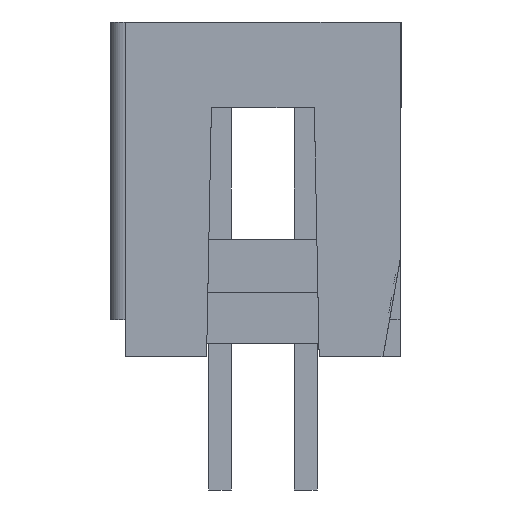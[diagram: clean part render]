
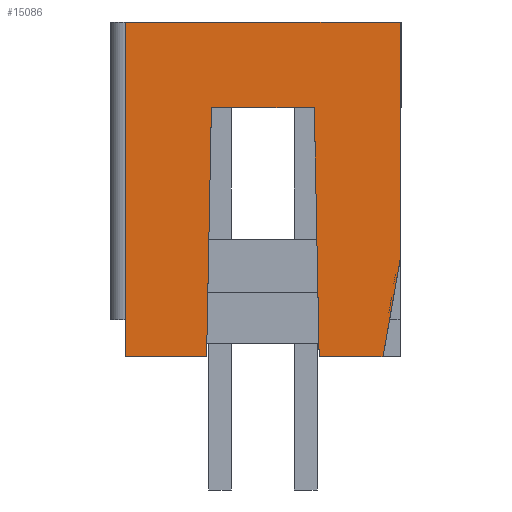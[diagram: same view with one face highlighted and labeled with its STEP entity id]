
A CAD part, left-side view. The second image highlights one B-rep face of the part: STEP entity #15086.
In plain terms, the highlighted planar face has unit normal (-1, 0, 0).
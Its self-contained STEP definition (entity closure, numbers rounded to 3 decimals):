
#14160=CARTESIAN_POINT('',(-29.058,4.064,9.911));
#14161=VERTEX_POINT('',#14160);
#14168=CARTESIAN_POINT('',(-29.058,-4.064,9.911));
#14169=VERTEX_POINT('',#14168);
#14170=CARTESIAN_POINT('',(-29.058,4.064,9.911));
#14171=DIRECTION('',(0.0,-1.0,0.0));
#14172=VECTOR('',#14171,8.128);
#14173=LINE('',#14170,#14172);
#14174=EDGE_CURVE('',#14161,#14169,#14173,.T.);
#14270=CARTESIAN_POINT('',(-29.058,-1.524,7.371));
#14271=VERTEX_POINT('',#14270);
#14278=CARTESIAN_POINT('',(-29.058,1.524,7.371));
#14279=VERTEX_POINT('',#14278);
#14280=CARTESIAN_POINT('',(-29.058,1.524,7.371));
#14281=DIRECTION('',(0.0,-1.0,0.0));
#14282=VECTOR('',#14281,3.048);
#14283=LINE('',#14280,#14282);
#14284=EDGE_CURVE('',#14279,#14271,#14283,.T.);
#14673=CARTESIAN_POINT('',(-29.058,-1.665,0.005));
#14674=VERTEX_POINT('',#14673);
#14681=CARTESIAN_POINT('',(-29.058,-1.665,0.005));
#14682=DIRECTION('',(0.0,0.019,1.));
#14683=VECTOR('',#14682,7.367);
#14684=LINE('',#14681,#14683);
#14685=EDGE_CURVE('',#14674,#14271,#14684,.T.);
#14794=CARTESIAN_POINT('',(-29.058,1.665,0.005));
#14795=VERTEX_POINT('',#14794);
#14796=CARTESIAN_POINT('',(-29.058,1.665,0.005));
#14797=DIRECTION('',(0.0,-0.019,1.));
#14798=VECTOR('',#14797,7.367);
#14799=LINE('',#14796,#14798);
#14800=EDGE_CURVE('',#14795,#14279,#14799,.T.);
#15018=CARTESIAN_POINT('',(-29.058,4.064,0.005));
#15019=VERTEX_POINT('',#15018);
#15026=CARTESIAN_POINT('',(-29.058,4.064,9.911));
#15027=DIRECTION('',(0.0,0.0,-1.0));
#15028=VECTOR('',#15027,9.906);
#15029=LINE('',#15026,#15028);
#15030=EDGE_CURVE('',#14161,#15019,#15029,.T.);
#15046=CARTESIAN_POINT('',(-29.058,4.47,-0.49));
#15047=DIRECTION('',(-1.0,0.0,0.0));
#15048=DIRECTION('',(0.0,0.0,1.0));
#15049=AXIS2_PLACEMENT_3D('',#15046,#15047,#15048);
#15050=PLANE('',#15049);
#15051=ORIENTED_EDGE('',*,*,#14685,.F.);
#15052=CARTESIAN_POINT('',(-29.058,-3.556,0.005));
#15053=VERTEX_POINT('',#15052);
#15054=CARTESIAN_POINT('',(-29.058,-1.665,0.005));
#15055=DIRECTION('',(0.0,-1.0,0.0));
#15056=VECTOR('',#15055,1.891);
#15057=LINE('',#15054,#15056);
#15058=EDGE_CURVE('',#14674,#15053,#15057,.T.);
#15059=ORIENTED_EDGE('',*,*,#15058,.T.);
#15060=CARTESIAN_POINT('',(-29.058,-4.064,2.886));
#15061=VERTEX_POINT('',#15060);
#15062=CARTESIAN_POINT('',(-29.058,-4.064,2.886));
#15063=DIRECTION('',(0.0,0.174,-0.985));
#15064=VECTOR('',#15063,2.925);
#15065=LINE('',#15062,#15064);
#15066=EDGE_CURVE('',#15061,#15053,#15065,.T.);
#15067=ORIENTED_EDGE('',*,*,#15066,.F.);
#15068=CARTESIAN_POINT('',(-29.058,-4.064,2.886));
#15069=DIRECTION('',(0.0,0.0,1.0));
#15070=VECTOR('',#15069,7.025);
#15071=LINE('',#15068,#15070);
#15072=EDGE_CURVE('',#15061,#14169,#15071,.T.);
#15073=ORIENTED_EDGE('',*,*,#15072,.T.);
#15074=ORIENTED_EDGE('',*,*,#14174,.F.);
#15075=ORIENTED_EDGE('',*,*,#15030,.T.);
#15076=CARTESIAN_POINT('',(-29.058,4.064,0.005));
#15077=DIRECTION('',(0.0,-1.0,0.0));
#15078=VECTOR('',#15077,2.399);
#15079=LINE('',#15076,#15078);
#15080=EDGE_CURVE('',#15019,#14795,#15079,.T.);
#15081=ORIENTED_EDGE('',*,*,#15080,.T.);
#15082=ORIENTED_EDGE('',*,*,#14800,.T.);
#15083=ORIENTED_EDGE('',*,*,#14284,.T.);
#15084=EDGE_LOOP('',(#15051,#15059,#15067,#15073,#15074,#15075,#15081,#15082,#15083));
#15085=FACE_OUTER_BOUND('',#15084,.T.);
#15086=ADVANCED_FACE('',(#15085),#15050,.T.);
